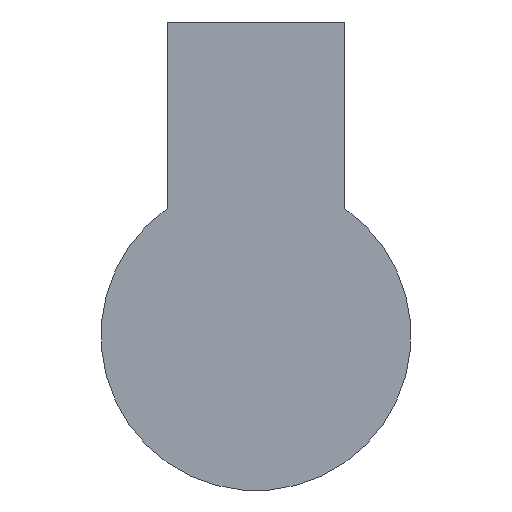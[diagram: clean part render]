
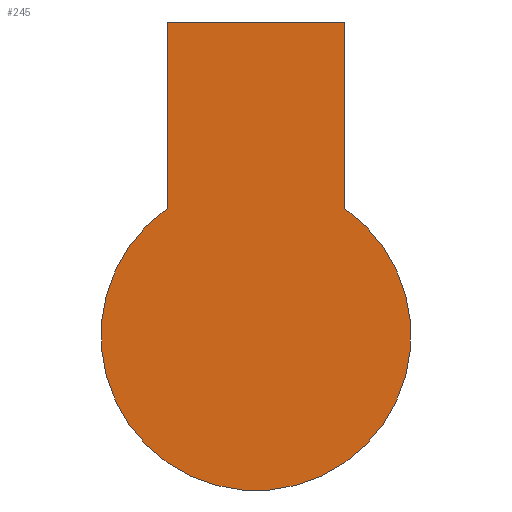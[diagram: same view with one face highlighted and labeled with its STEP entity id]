
A CAD part, left-side view. The second image highlights one B-rep face of the part: STEP entity #245.
In plain terms, the highlighted planar face has unit normal (-1, 0, 0).
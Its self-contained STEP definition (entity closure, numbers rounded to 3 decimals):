
#21=PLANE('',#293);
#33=FACE_OUTER_BOUND('',#48,.T.);
#48=EDGE_LOOP('',(#202,#203,#204,#205));
#59=LINE('',#406,#75);
#64=LINE('',#432,#80);
#69=LINE('',#446,#85);
#75=VECTOR('',#320,10.);
#80=VECTOR('',#349,10.);
#85=VECTOR('',#366,10.);
#100=CIRCLE('',#294,48.);
#111=VERTEX_POINT('',#403);
#112=VERTEX_POINT('',#405);
#120=VERTEX_POINT('',#429);
#121=VERTEX_POINT('',#431);
#134=EDGE_CURVE('',#112,#111,#59,.T.);
#147=EDGE_CURVE('',#121,#120,#64,.T.);
#154=EDGE_CURVE('',#120,#112,#69,.T.);
#155=EDGE_CURVE('',#121,#111,#100,.T.);
#202=ORIENTED_EDGE('',*,*,#154,.T.);
#203=ORIENTED_EDGE('',*,*,#134,.T.);
#204=ORIENTED_EDGE('',*,*,#155,.F.);
#205=ORIENTED_EDGE('',*,*,#147,.T.);
#245=ADVANCED_FACE('',(#33),#21,.T.);
#293=AXIS2_PLACEMENT_3D('',#445,#364,#365);
#294=AXIS2_PLACEMENT_3D('',#447,#367,#368);
#320=DIRECTION('',(0.,0.,-1.));
#349=DIRECTION('',(0.,0.,1.));
#364=DIRECTION('center_axis',(-1.,0.,0.));
#365=DIRECTION('ref_axis',(0.,0.,1.));
#366=DIRECTION('',(0.,1.,0.));
#367=DIRECTION('center_axis',(1.,0.,0.));
#368=DIRECTION('ref_axis',(0.,1.,0.));
#403=CARTESIAN_POINT('',(-29.,27.5,39.341));
#405=CARTESIAN_POINT('',(-29.,27.5,97.094));
#406=CARTESIAN_POINT('',(-29.,27.5,20.));
#429=CARTESIAN_POINT('',(-29.,-27.5,97.094));
#431=CARTESIAN_POINT('',(-29.,-27.5,39.341));
#432=CARTESIAN_POINT('',(-29.,-27.5,145.));
#445=CARTESIAN_POINT('Origin',(-29.,0.,0.));
#446=CARTESIAN_POINT('',(-29.,0.,97.094));
#447=CARTESIAN_POINT('Origin',(-29.,0.,0.));
